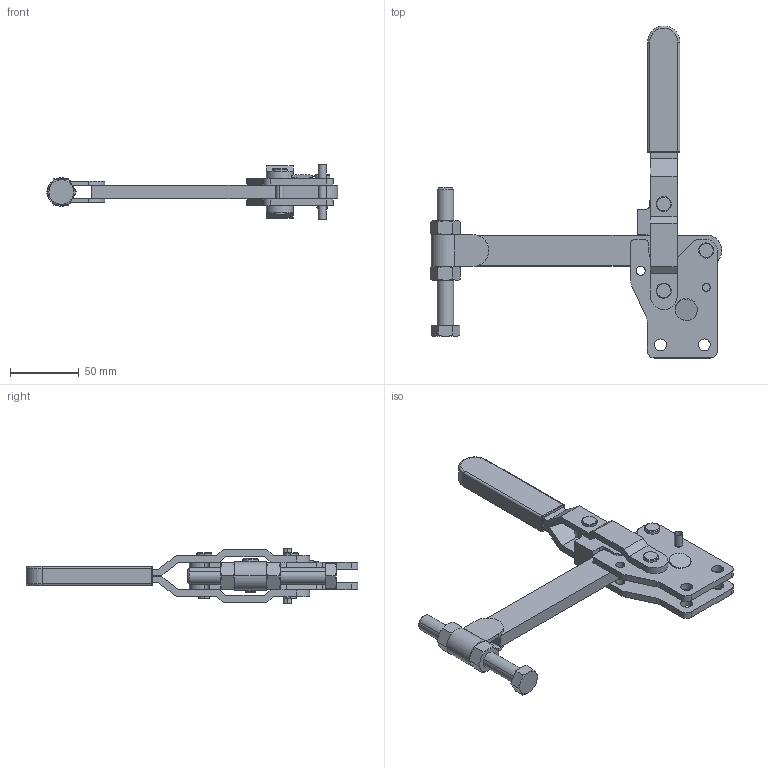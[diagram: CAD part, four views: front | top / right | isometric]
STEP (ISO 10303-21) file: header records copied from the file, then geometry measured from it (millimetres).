
FILE_DESCRIPTION (( 'STEP AP214' ), '1' );
FILE_NAME ('GH-10250(Â²¤Æ)-1.STEP', '2020-05-05T08:51:19', ( 'LinWei' ), ( '' ), 'SwSTEP 2.0', 'SolidWorks 2016', '' );
FILE_SCHEMA (( 'AUTOMOTIVE_DESIGN' ));
Length unit declared in the file: millimetre
Products named in the file (6): 11024908-1^GH-10250(簡化)-1; Group1^GH-10250(簡化)-1; Group4^GH-10250(簡化)-1; Group2^GH-10250(簡化)-1; Group5^GH-10250(簡化)-1; GH-10250(簡化)-1
Assembly tree (5 placements, depth 2):
  GH-10250(簡化)-1
    Group5^GH-10250(簡化)-1
    Group2^GH-10250(簡化)-1
    Group4^GH-10250(簡化)-1
    Group1^GH-10250(簡化)-1
    11024908-1^GH-10250(簡化)-1
Bounding box: 211.99 x 241.45 x 40 mm (x, y, z)
Volume: 149089.7 mm3; surface area: 72300.1 mm2
Topology: 4 solids, 6 shells, 310 faces, 774 edges, 492 vertices
Faces by surface type: cylinder 128, plane 122, cone 52, torus 6, bspline 2
Entity records: 10545 total; most frequent: CARTESIAN_POINT 2015, DIRECTION 1658, ORIENTED_EDGE 1548, EDGE_CURVE 774, AXIS2_PLACEMENT_3D 631, VERTEX_POINT 492, LINE 396, VECTOR 396
